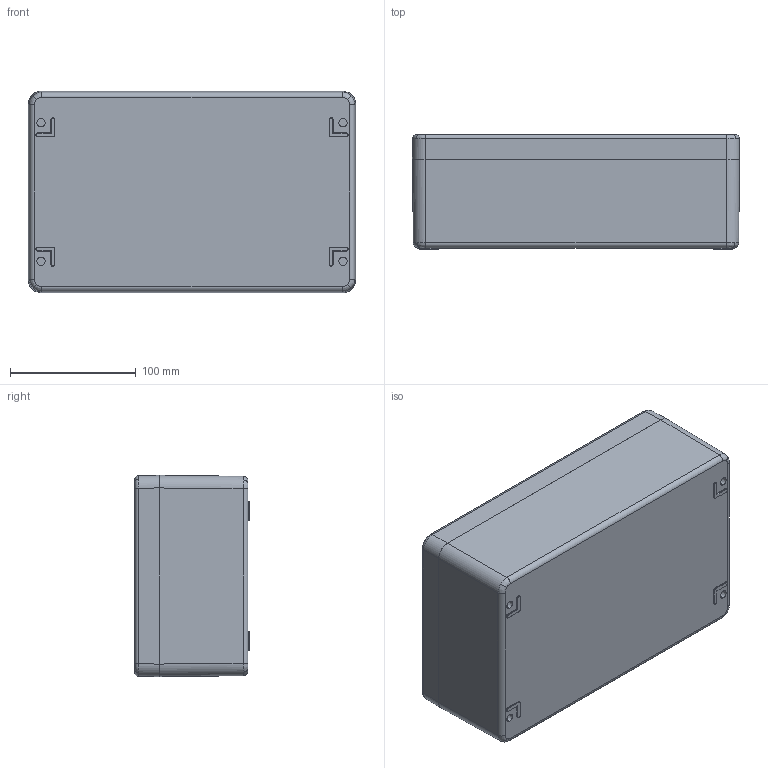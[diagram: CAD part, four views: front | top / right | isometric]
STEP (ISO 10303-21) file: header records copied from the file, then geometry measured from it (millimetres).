
FILE_DESCRIPTION (( 'STEP AP214' ), '1' );
FILE_NAME ('02162609.STEP', '2008-08-14T12:47:42', ( ' ' ), ( '' ), 'SwSTEP 2.0', 'SolidWorks 2008', '' );
FILE_SCHEMA (( 'AUTOMOTIVE_DESIGN' ));
Length unit declared in the file: millimetre
Products named in the file (8): 93135_Standard; 21047-Unterteil_Standard; 02162609; 86222_Standard; 86224_Standard; 82005_Standard; 21047-Deckel_Standard
Assembly tree (18 placements, depth 3):
  02162609
    93135_Standard  x4
    82005_Standard
    21047-Deckel_Standard
    21047-Unterteil_Standard
      21047-Unterteil_Standard
      86224_Standard  x4
      86222_Standard  x6
Bounding box: 260 x 91 x 160 mm (x, y, z)
Volume: 957450.4 mm3; surface area: 326850.2 mm2
Topology: 17 solids, 17 shells, 1113 faces, 2648 edges, 1614 vertices
Faces by surface type: plane 363, cylinder 262, cone 232, bspline 144, torus 108, sphere 4
Entity records: 23424 total; most frequent: CARTESIAN_POINT 8005, ORIENTED_EDGE 3336, DIRECTION 3106, EDGE_CURVE 1668, AXIS2_PLACEMENT_3D 1245, VERTEX_POINT 1012, EDGE_LOOP 762, FACE_OUTER_BOUND 707
